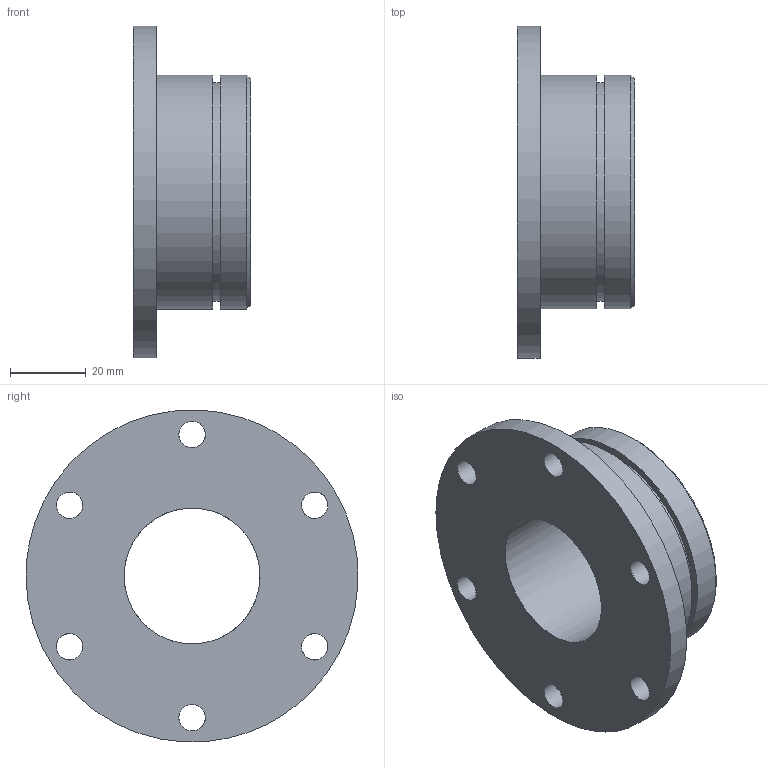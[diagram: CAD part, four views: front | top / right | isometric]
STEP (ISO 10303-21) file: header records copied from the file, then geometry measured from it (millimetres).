
FILE_DESCRIPTION(( 'STEP AP203 file generated by I-DEAS Master Series'),'2;1');
FILE_NAME('203.stp','1999-08-31T18:26:17',('ejp'),('unspecified'), 'I-DEAS Master Series 8 Beta1: STEP', 'I-DEAS Master Series 8 Beta1: STEP','unspecified');
FILE_SCHEMA(('CONFIG_CONTROL_DESIGN','SHAPE_APPEARANCE_LAYER_MIM'));
Length unit declared in the file: millimetre
Bounding box: 31 x 87.95 x 87.9 mm (x, y, z)
Volume: 78829.8 mm3; surface area: 21135.1 mm2
Topology: 1 solids, 1 shells, 17 faces, 35 edges, 23 vertices
Faces by surface type: bspline 17
Entity records: 776 total; most frequent: CARTESIAN_POINT 396, ORIENTED_EDGE 70, EDGE_CURVE 35, EDGE_LOOP 34, VERTEX_POINT 23, FACE_OUTER_BOUND 17, ADVANCED_FACE 17, FACE_BOUND 17
